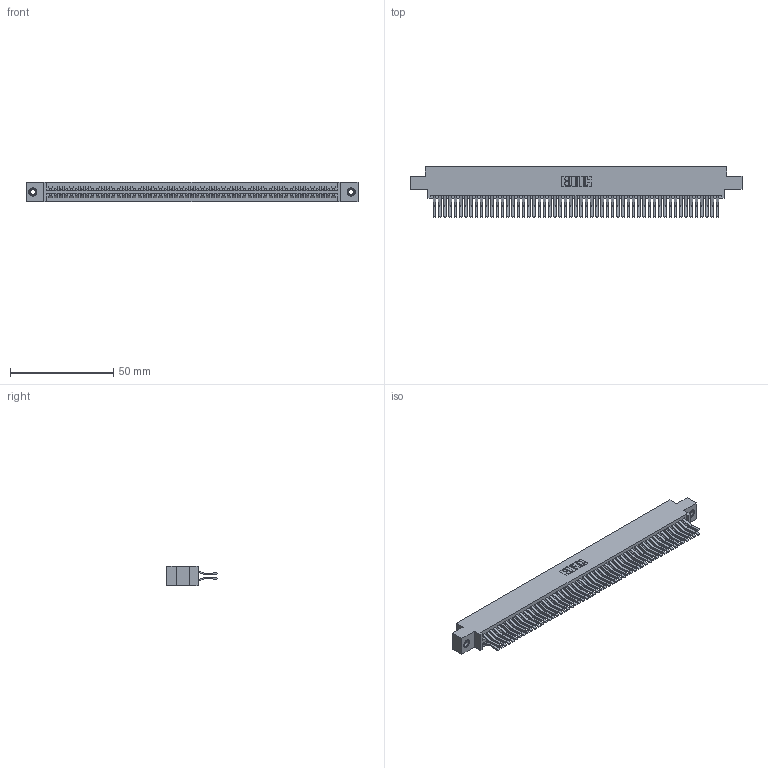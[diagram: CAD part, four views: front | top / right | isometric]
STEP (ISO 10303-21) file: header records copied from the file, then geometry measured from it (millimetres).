
FILE_DESCRIPTION (( 'STEP AP203' ), '1' );
FILE_NAME ('345-110-560-807.STEP', '2018-10-07T13:01:07', ( '' ), ( '' ), 'SwSTEP 2.0', 'SolidWorks 2016', '' );
FILE_SCHEMA (( 'CONFIG_CONTROL_DESIGN' ));
Length unit declared in the file: inch
Products named in the file (4): 345-292-001_560 Tail; 345-250-001_345-250-005-103; 345-110-560-807; 345 Part_0.170 Offset - 0.156 Dia-TI
Assembly tree (113 placements, depth 2):
  345-110-560-807
    345 Part_0.170 Offset - 0.156 Dia-TI
    345-292-001_560 Tail  x110
    345-250-001_345-250-005-103  x2
Bounding box: 160.91 x 24.45 x 9.4 mm (x, y, z)
Volume: 16345.6 mm3; surface area: 26439.1 mm2
Topology: 113 solids, 113 shells, 5910 faces, 17539 edges, 11538 vertices
Faces by surface type: plane 3746, cylinder 2148, cone 12, torus 4
Entity records: 42810 total; most frequent: CARTESIAN_POINT 7147, ORIENTED_EDGE 7074, DIRECTION 6315, EDGE_CURVE 3537, VECTOR 3161, LINE 3161, VERTEX_POINT 2352, AXIS2_PLACEMENT_3D 1577
